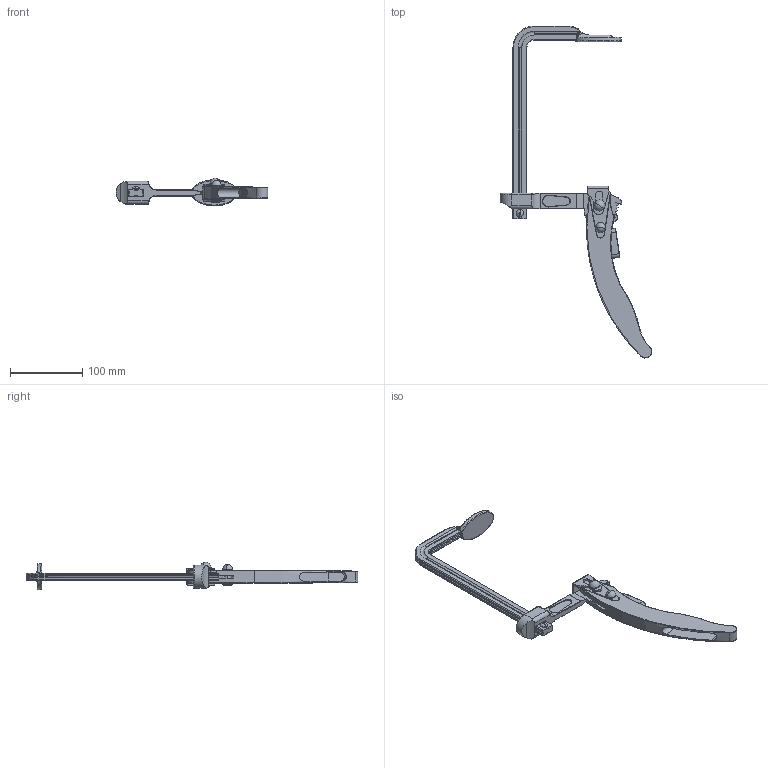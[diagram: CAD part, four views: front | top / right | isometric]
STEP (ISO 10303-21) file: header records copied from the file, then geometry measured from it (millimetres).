
FILE_DESCRIPTION (( 'STEP AP214' ), '1' );
FILE_NAME ('GH-G20L.STEP', '2025-12-23T03:26:26', ( '' ), ( '' ), 'SwSTEP 2.0', 'SolidWorks 2016', '' );
FILE_SCHEMA (( 'AUTOMOTIVE_DESIGN' ));
Length unit declared in the file: millimetre
Products named in the file (9): 錨璃10; 錨璃7; GH-G20L; G20L01; 錨璃8; G20L05; G20L08; 錨璃13; 錨璃14
Assembly tree (8 placements, depth 2):
  GH-G20L
    G20L08
    G20L05
    G20L01
    錨璃7
    錨璃10
    錨璃8
    錨璃13
    錨璃14
Bounding box: 209.48 x 458.97 x 38.23 mm (x, y, z)
Volume: 220224.6 mm3; surface area: 79688.8 mm2
Topology: 8 solids, 8 shells, 565 faces, 1347 edges, 795 vertices
Faces by surface type: cylinder 262, plane 114, torus 110, bspline 58, sphere 12, cone 9
Entity records: 20458 total; most frequent: CARTESIAN_POINT 7771, ORIENTED_EDGE 2674, DIRECTION 2525, EDGE_CURVE 1337, AXIS2_PLACEMENT_3D 1004, VERTEX_POINT 795, EDGE_LOOP 590, ADVANCED_FACE 565
